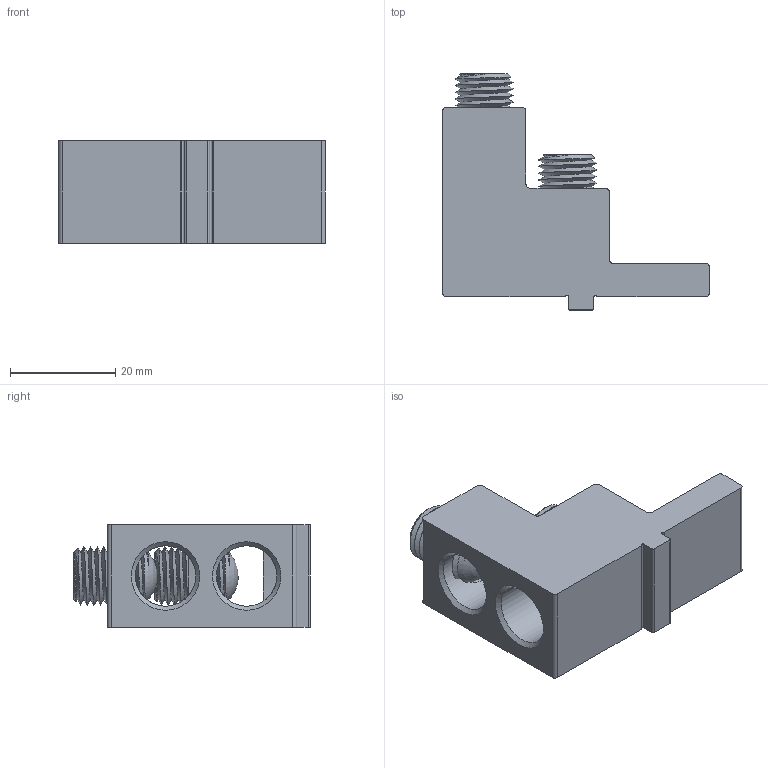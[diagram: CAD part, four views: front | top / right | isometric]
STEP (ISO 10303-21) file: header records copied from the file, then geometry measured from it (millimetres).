
FILE_DESCRIPTION(/* description */ (''),/* implementation_level */ '2;1');
FILE_NAME(/* name */ '2S2-0-TP-STK-34-49-HEX.stp',/* time_stamp */ '2017-02-06T10:10:56-05:00',/* author */ ('tsmith'),/* organization */ (''),/* preprocessor_version */ 'ST-DEVELOPER v16.5',/* originating_system */ 'Autodesk Inventor 2017',/* authorisation */ '');
FILE_SCHEMA (('AUTOMOTIVE_DESIGN { 1 0 10303 214 3 1 1 }'));
Length unit declared in the file: inch
Products named in the file (3): 2S2-0-TP-STK-34-49-HEX; 2S2-0-TP-STK; 11703
Assembly tree (3 placements, depth 2):
  2S2-0-TP-STK-34-49-HEX
    2S2-0-TP-STK
    11703  x2
Bounding box: 50.8 x 44.96 x 19.51 mm (x, y, z)
Volume: 16211.4 mm3; surface area: 9156.8 mm2
Topology: 3 solids, 3 shells, 84 faces, 228 edges, 150 vertices
Faces by surface type: plane 34, cylinder 28, cone 16, bspline 4, sphere 2
Full cylindrical faces by diameter (mm): 4.648 x2, 9.728 x2, 11.506 x2
Entity records: 4348 total; most frequent: CARTESIAN_POINT 2707, DIRECTION 319, ORIENTED_EDGE 316, EDGE_CURVE 158, AXIS2_PLACEMENT_3D 122, VERTEX_POINT 109, EDGE_LOOP 87, LINE 75
